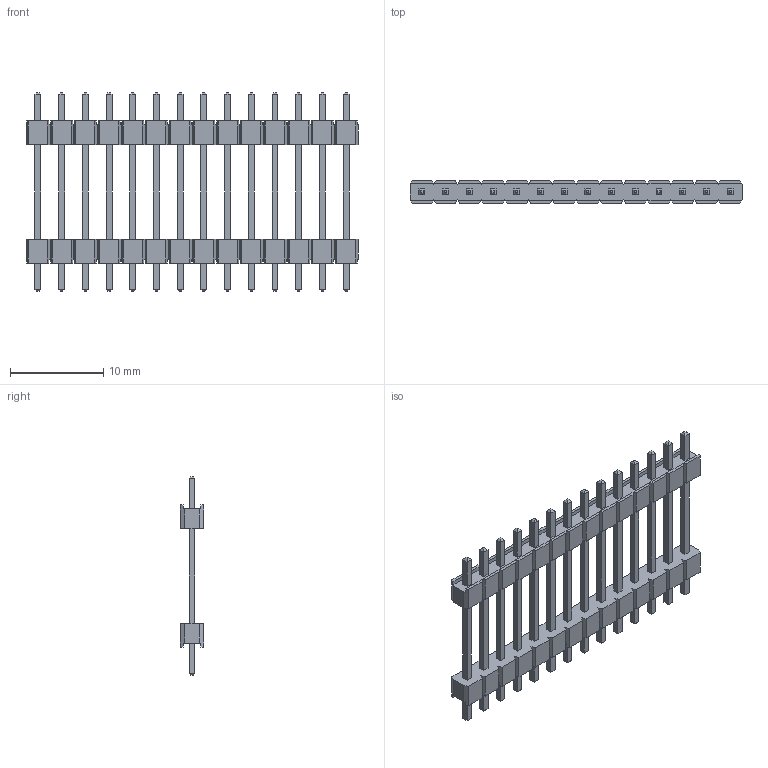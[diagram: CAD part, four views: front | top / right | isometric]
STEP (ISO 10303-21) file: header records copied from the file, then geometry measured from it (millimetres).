
FILE_DESCRIPTION(('FreeCAD Model'),'2;1');
FILE_NAME('Open CASCADE Shape Model','2022-08-01T23:14:54',(''),(''), 'Open CASCADE STEP processor 7.6','FreeCAD','Unknown');
FILE_SCHEMA(('AUTOMOTIVE_DESIGN { 1 0 10303 214 1 1 1 1 }'));
Length unit declared in the file: millimetre
Products named in the file (18): PinHeader_BoardStacker_2-54mm_15mm_1x14_WE_61303211222; Assembly; 61303211221014; 61303211221001001; 61303211221002001; 61303211221003001; 61303211221004001; 61303211221005001; 61303211221006001; 61303211221007001; 61303211221008001; 61303211221009001; 61303211221010001; 61303211221011001; 61303211221012001; 61303211221013001; Body002; Body003
Assembly tree (17 placements, depth 3):
  PinHeader_BoardStacker_2-54mm_15mm_1x14_WE_61303211222
    Assembly
      61303211221014
      61303211221001001
      61303211221002001
      61303211221003001
      61303211221004001
      61303211221005001
      61303211221006001
      61303211221007001
      61303211221008001
      61303211221009001
      61303211221010001
      61303211221011001
      61303211221012001
      61303211221013001
      Body002
      Body003
Bounding box: 35.57 x 2.54 x 21.24 mm (x, y, z)
Volume: 481 mm3; surface area: 1747.2 mm2
Topology: 16 solids, 16 shells, 598 faces, 1586 edges, 1020 vertices
Faces by surface type: plane 598
Entity records: 18555 total; most frequent: CARTESIAN_POINT 3222, ORIENTED_EDGE 3172, DIRECTION 2818, EDGE_CURVE 1586, LINE 1586, VECTOR 1586, VERTEX_POINT 1020, FACE_BOUND 654
